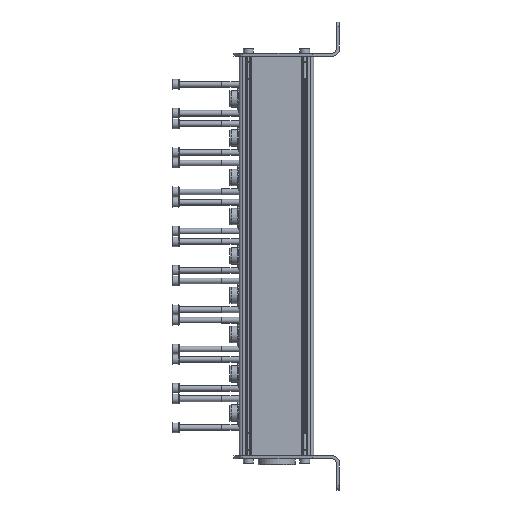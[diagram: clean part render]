
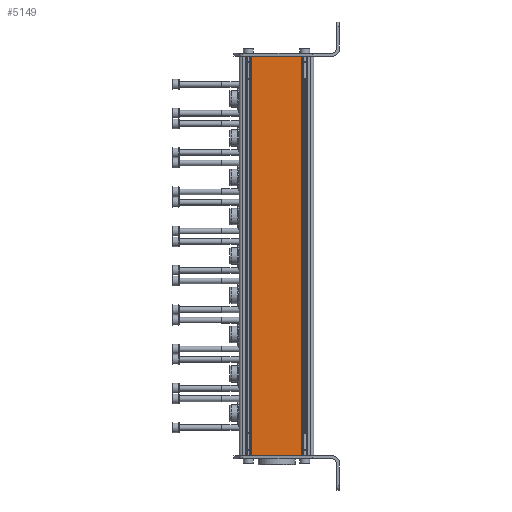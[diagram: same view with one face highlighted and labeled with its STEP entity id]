
A CAD part, left-side view. The second image highlights one B-rep face of the part: STEP entity #5149.
In plain terms, the highlighted planar face has unit normal (-1, 0, 0).
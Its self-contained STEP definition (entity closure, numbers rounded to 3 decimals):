
#396=LINE('',#8500,#720);
#397=LINE('',#8502,#721);
#398=LINE('',#8504,#722);
#399=LINE('',#8506,#723);
#720=VECTOR('',#6630,1000.);
#721=VECTOR('',#6633,1000.);
#722=VECTOR('',#6634,1000.);
#723=VECTOR('',#6635,1000.);
#948=PLANE('',#5647);
#1671=ORIENTED_EDGE('',*,*,#2954,.F.);
#1672=ORIENTED_EDGE('',*,*,#2953,.F.);
#1673=ORIENTED_EDGE('',*,*,#2955,.T.);
#1674=ORIENTED_EDGE('',*,*,#2956,.T.);
#2953=EDGE_CURVE('',#3562,#3561,#396,.T.);
#2954=EDGE_CURVE('',#3561,#3563,#397,.T.);
#2955=EDGE_CURVE('',#3562,#3564,#398,.T.);
#2956=EDGE_CURVE('',#3564,#3563,#399,.T.);
#3561=VERTEX_POINT('',#8497);
#3562=VERTEX_POINT('',#8499);
#3563=VERTEX_POINT('',#8503);
#3564=VERTEX_POINT('',#8505);
#4037=EDGE_LOOP('',(#1671,#1672,#1673,#1674));
#4535=FACE_BOUND('',#4037,.T.);
#5149=ADVANCED_FACE('',(#4535),#948,.T.);
#5647=AXIS2_PLACEMENT_3D('',#8501,#6631,#6632);
#6630=DIRECTION('',(0.,0.,1.));
#6631=DIRECTION('',(-1.,0.,0.));
#6632=DIRECTION('',(0.,0.,1.));
#6633=DIRECTION('',(0.,-1.,0.));
#6634=DIRECTION('',(0.,-1.,0.));
#6635=DIRECTION('',(0.,0.,1.));
#8497=CARTESIAN_POINT('',(-14.35,17.679,0.));
#8499=CARTESIAN_POINT('',(-14.35,17.679,-279.5));
#8500=CARTESIAN_POINT('',(-14.35,17.679,-279.5));
#8501=CARTESIAN_POINT('',(-14.35,17.679,-279.5));
#8502=CARTESIAN_POINT('',(-14.35,17.679,0.));
#8503=CARTESIAN_POINT('',(-14.35,-17.679,0.));
#8504=CARTESIAN_POINT('',(-14.35,17.679,-279.5));
#8505=CARTESIAN_POINT('',(-14.35,-17.679,-279.5));
#8506=CARTESIAN_POINT('',(-14.35,-17.679,-279.5));
